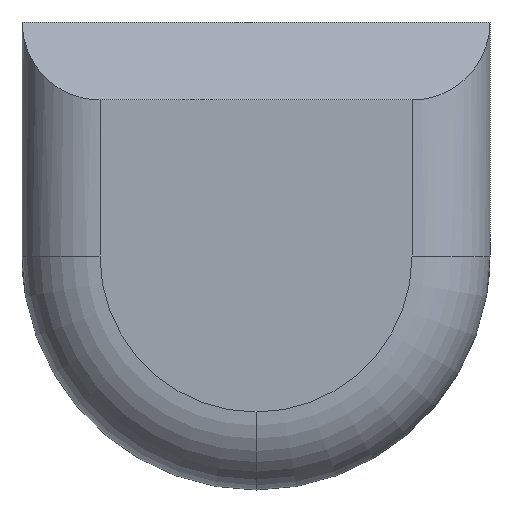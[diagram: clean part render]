
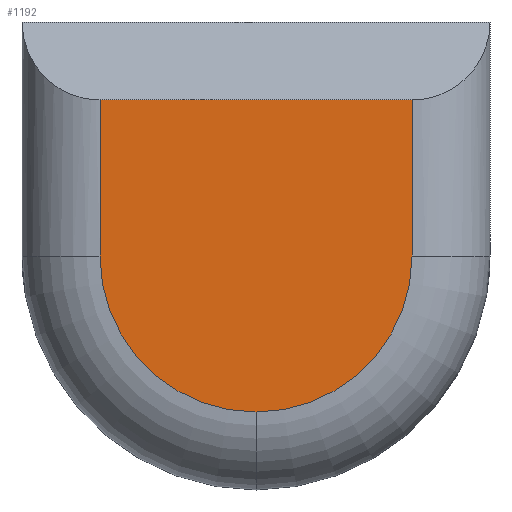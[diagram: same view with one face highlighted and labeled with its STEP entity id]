
A CAD part, left-side view. The second image highlights one B-rep face of the part: STEP entity #1192.
In plain terms, the highlighted planar face has unit normal (-1, 0, 0).
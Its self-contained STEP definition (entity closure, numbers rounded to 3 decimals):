
#1143=CARTESIAN_POINT('',(-20.,0.,0.));
#1144=DIRECTION('',(1.,0.,0.));
#1145=DIRECTION('',(0.,1.,0.));
#1146=AXIS2_PLACEMENT_3D('',#1143,#1144,#1145);
#1147=PLANE('',#1146);
#1148=CARTESIAN_POINT('',(-20.,10.,0.));
#1149=VERTEX_POINT('',#1148);
#1150=CARTESIAN_POINT('',(-20.,-0.,-10.));
#1151=VERTEX_POINT('',#1150);
#1152=CARTESIAN_POINT('',(-20.,0.,0.));
#1153=DIRECTION('',(-1.,-0.,-0.));
#1154=DIRECTION('',(0.,0.,-1.));
#1155=AXIS2_PLACEMENT_3D('',#1152,#1153,#1154);
#1156=CIRCLE('',#1155,10.);
#1157=EDGE_CURVE('',#1149,#1151,#1156,.T.);
#1158=ORIENTED_EDGE('',*,*,#1157,.T.);
#1159=CARTESIAN_POINT('',(-20.,-10.,0.));
#1160=VERTEX_POINT('',#1159);
#1161=CARTESIAN_POINT('',(-20.,0.,0.));
#1162=DIRECTION('',(-1.,-0.,-0.));
#1163=DIRECTION('',(0.,0.,-1.));
#1164=AXIS2_PLACEMENT_3D('',#1161,#1162,#1163);
#1165=CIRCLE('',#1164,10.);
#1166=EDGE_CURVE('',#1151,#1160,#1165,.T.);
#1167=ORIENTED_EDGE('',*,*,#1166,.T.);
#1168=CARTESIAN_POINT('',(-20.,-10.,10.));
#1169=VERTEX_POINT('',#1168);
#1170=CARTESIAN_POINT('',(-20.,-10.,0.));
#1171=DIRECTION('',(0.,0.,1.));
#1172=VECTOR('',#1171,10.);
#1173=LINE('',#1170,#1172);
#1174=EDGE_CURVE('',#1160,#1169,#1173,.T.);
#1175=ORIENTED_EDGE('',*,*,#1174,.T.);
#1176=CARTESIAN_POINT('',(-20.,10.,10.));
#1177=VERTEX_POINT('',#1176);
#1178=CARTESIAN_POINT('',(-20.,-10.,10.));
#1179=DIRECTION('',(-0.,1.,-0.));
#1180=VECTOR('',#1179,20.);
#1181=LINE('',#1178,#1180);
#1182=EDGE_CURVE('',#1169,#1177,#1181,.T.);
#1183=ORIENTED_EDGE('',*,*,#1182,.T.);
#1184=CARTESIAN_POINT('',(-20.,10.,10.));
#1185=DIRECTION('',(-0.,-0.,-1.));
#1186=VECTOR('',#1185,10.);
#1187=LINE('',#1184,#1186);
#1188=EDGE_CURVE('',#1177,#1149,#1187,.T.);
#1189=ORIENTED_EDGE('',*,*,#1188,.T.);
#1190=EDGE_LOOP('',(#1158,#1167,#1175,#1183,#1189));
#1191=FACE_BOUND('',#1190,.T.);
#1192=ADVANCED_FACE('',(#1191),#1147,.F.);
